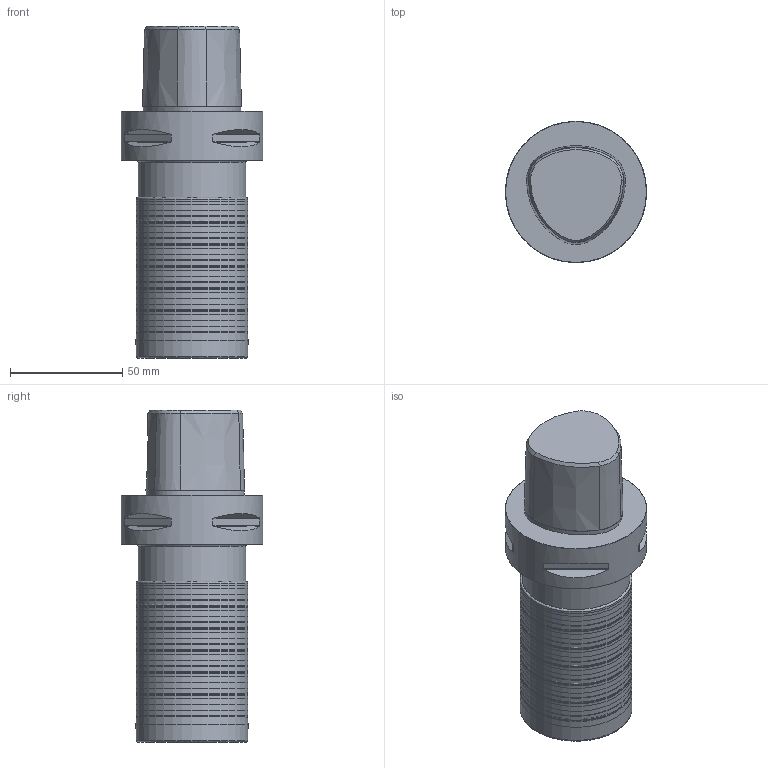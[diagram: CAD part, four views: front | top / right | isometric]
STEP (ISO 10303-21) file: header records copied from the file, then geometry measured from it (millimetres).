
FILE_DESCRIPTION(/* description */ (''),/* implementation_level */ '2;1');
FILE_NAME(/* name */ 'C6-R217.42-0050-070-LNXO.5SA_Basic.stp',/* time_stamp */ '2024-02-16T13:55:43+05:00',/* author */ (''),/* organization */ (''),/* preprocessor_version */ 'ST-DEVELOPER v16.7',/* originating_system */ 'SIEMENS PLM Software NX 12.0',/* authorisation */ '');
FILE_SCHEMA (('AUTOMOTIVE_DESIGN { 1 0 10303 214 3 1 1 1 }'));
Length unit declared in the file: millimetre
Products named in the file (5): CUT2; CUT1; NOCUT; ASSEMBLY_CONSTRUCTION; C6-R217.42-0050-049-LN.5BA_Basic
Assembly tree (9 placements, depth 2):
  C6-R217.42-0050-049-LN.5BA_Basic
    ASSEMBLY_CONSTRUCTION
    NOCUT
    CUT1
    CUT2  x6
Bounding box: 63 x 63 x 148 mm (x, y, z)
Volume: 358176.7 mm3; surface area: 68046.8 mm2
Topology: 8 solids, 8 shells, 392 faces, 856 edges, 533 vertices
Faces by surface type: revolution 269, cone 45, plane 39, cylinder 30, bspline 6, torus 3
Full cylindrical faces by diameter (mm): 11 x1, 17 x1, 19.2 x1, 19.986 x1, 20.006 x1, 48 x2, 63 x1
Entity records: 13304 total; most frequent: CARTESIAN_POINT 5444, DIRECTION 1444, ORIENTED_EDGE 1024, EDGE_LOOP 709, FACE_BOUND 630, AXIS2_PLACEMENT_3D 536, EDGE_CURVE 512, VERTEX_POINT 439
